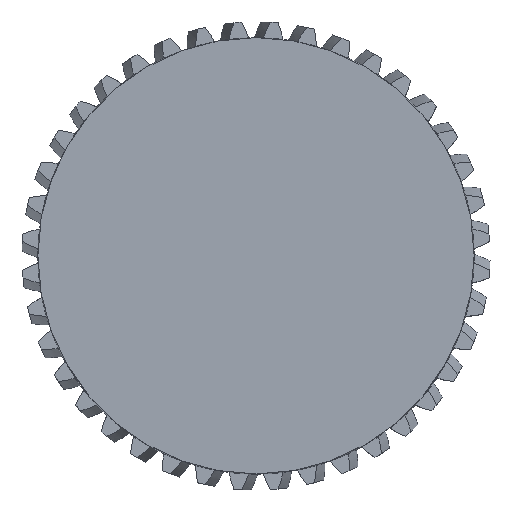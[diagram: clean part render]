
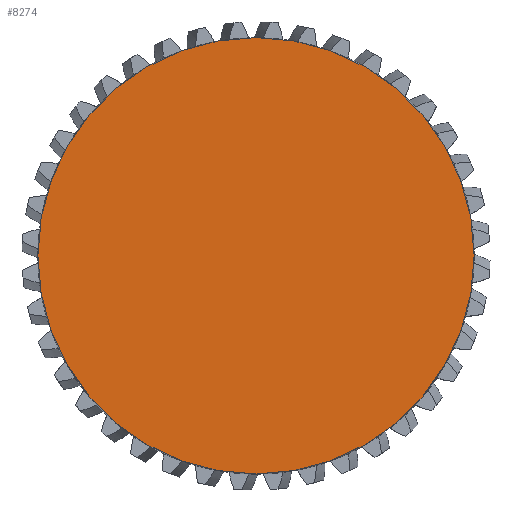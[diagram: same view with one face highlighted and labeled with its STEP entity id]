
A CAD part, top view. The second image highlights one B-rep face of the part: STEP entity #8274.
In plain terms, the highlighted planar face has unit normal (0, 0, 1).
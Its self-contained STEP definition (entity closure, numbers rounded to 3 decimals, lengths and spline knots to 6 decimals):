
#3830=ORIENTED_EDGE('',*,*,#5250,.T.);
#5250=EDGE_CURVE('',#6061,#6061,#6589,.T.);
#6061=VERTEX_POINT('',#34604);
#6589=CIRCLE('',#9020,0.016);
#7119=EDGE_LOOP('',(#3830));
#7655=FACE_BOUND('',#7119,.T.);
#7746=PLANE('',#9022);
#8274=ADVANCED_FACE('',(#7655),#7746,.T.);
#9020=AXIS2_PLACEMENT_3D('',#34603,#10486,#10487);
#9022=AXIS2_PLACEMENT_3D('',#34607,#10490,#10491);
#10486=DIRECTION('',(0.,0.,1.));
#10487=DIRECTION('',(1.,0.,0.));
#10490=DIRECTION('',(0.,0.,1.));
#10491=DIRECTION('',(1.,0.,0.));
#34603=CARTESIAN_POINT('',(0.02,-0.01635,0.0035));
#34604=CARTESIAN_POINT('',(0.036,-0.01635,0.0035));
#34607=CARTESIAN_POINT('',(-0.005401,0.,0.0035));
